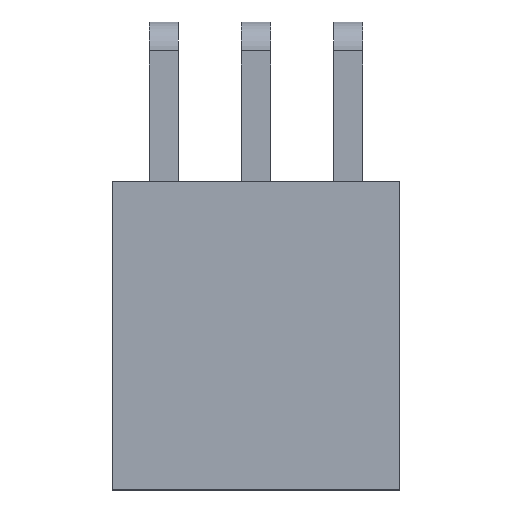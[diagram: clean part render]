
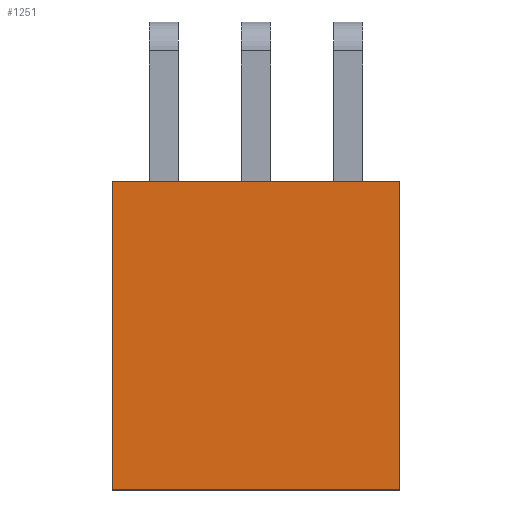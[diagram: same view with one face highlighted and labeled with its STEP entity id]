
A CAD part, top view. The second image highlights one B-rep face of the part: STEP entity #1251.
In plain terms, the highlighted planar face has unit normal (0, 0, 1).
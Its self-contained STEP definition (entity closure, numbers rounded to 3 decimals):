
#1251=ADVANCED_FACE('',(#2765),#2767,.T.);
#2765=FACE_BOUND('',#2766,.T.);
#2766=EDGE_LOOP('',(#3994,#3995,#3996,#3997));
#2767=PLANE('',#2768);
#2768=AXIS2_PLACEMENT_3D('',#2769,#2770,#2771);
#2769=CARTESIAN_POINT('',(6.5,-10.16,5.));
#2770=DIRECTION('',(0.,-0.,1.));
#2771=DIRECTION('',(0.,1.,0.));
#3994=ORIENTED_EDGE('',*,*,#4718,.T.);
#3995=ORIENTED_EDGE('',*,*,#4747,.T.);
#3996=ORIENTED_EDGE('',*,*,#4726,.F.);
#3997=ORIENTED_EDGE('',*,*,#4769,.F.);
#4718=EDGE_CURVE('',#5473,#5471,#5474,.T.);
#4726=EDGE_CURVE('',#5485,#5487,#5488,.T.);
#4747=EDGE_CURVE('',#5471,#5487,#5523,.T.);
#4769=EDGE_CURVE('',#5473,#5485,#5549,.T.);
#5471=VERTEX_POINT('',#6973);
#5473=VERTEX_POINT('',#6977);
#5474=LINE('',#6978,#6979);
#5485=VERTEX_POINT('',#7003);
#5487=VERTEX_POINT('',#7007);
#5488=LINE('',#7008,#7009);
#5523=LINE('',#7085,#7086);
#5549=LINE('',#7155,#7156);
#6973=CARTESIAN_POINT('',(6.5,-1.66,5.));
#6977=CARTESIAN_POINT('',(6.5,-10.16,5.));
#6978=CARTESIAN_POINT('',(6.5,-10.16,5.));
#6979=VECTOR('',#6980,1.);
#6980=DIRECTION('',(0.,1.,0.));
#7003=CARTESIAN_POINT('',(-1.42,-10.16,5.));
#7007=CARTESIAN_POINT('',(-1.42,-1.66,5.));
#7008=CARTESIAN_POINT('',(-1.42,-10.16,5.));
#7009=VECTOR('',#7010,1.);
#7010=DIRECTION('',(0.,1.,0.));
#7085=CARTESIAN_POINT('',(6.5,-1.66,5.));
#7086=VECTOR('',#7087,1.);
#7087=DIRECTION('',(-1.,0.,0.));
#7155=CARTESIAN_POINT('',(6.5,-10.16,5.));
#7156=VECTOR('',#7157,1.);
#7157=DIRECTION('',(-1.,0.,0.));
